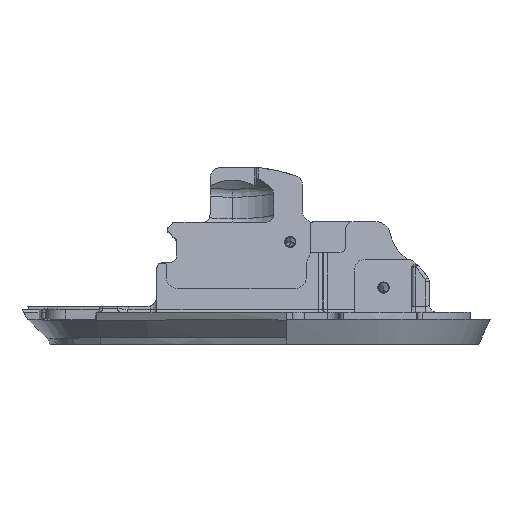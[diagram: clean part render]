
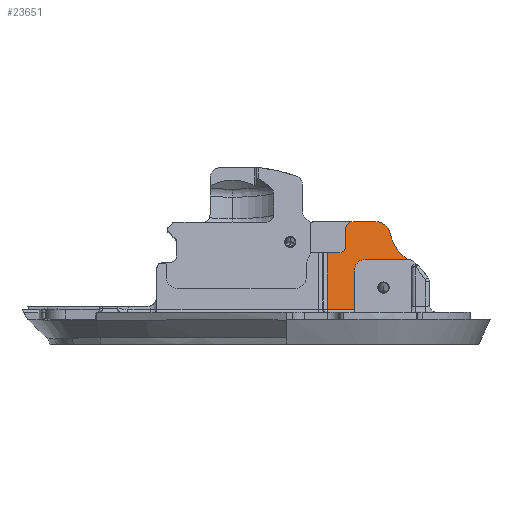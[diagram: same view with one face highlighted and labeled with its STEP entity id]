
A CAD part, left-side view. The second image highlights one B-rep face of the part: STEP entity #23651.
In plain terms, the highlighted planar face has unit normal (-0.985, 0, 0.174).
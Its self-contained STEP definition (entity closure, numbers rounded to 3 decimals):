
#167 = CARTESIAN_POINT ( 'NONE',  ( -41.902, -22.417, 42.844 ) ) ;
#177 = ORIENTED_EDGE ( 'NONE', *, *, #5903, .T. ) ;
#749 = VERTEX_POINT ( 'NONE', #15713 ) ;
#766 = ORIENTED_EDGE ( 'NONE', *, *, #29640, .F. ) ;
#1014 = ORIENTED_EDGE ( 'NONE', *, *, #29039, .T. ) ;
#1143 = VECTOR ( 'NONE', #12967, 1000. ) ;
#1225 = EDGE_CURVE ( 'NONE', #32274, #36539, #20784, .T. ) ;
#1403 = DIRECTION ( 'NONE',  ( 0.985, 0., -0.174 ) ) ;
#2505 = LINE ( 'NONE', #28653, #21593 ) ;
#2578 = DIRECTION ( 'NONE',  ( -0.174, 0., -0.985 ) ) ;
#3357 = VERTEX_POINT ( 'NONE', #17568 ) ;
#4151 = DIRECTION ( 'NONE',  ( -0.174, 0., -0.985 ) ) ;
#4263 = CARTESIAN_POINT ( 'NONE',  ( -41.902, -19.18, 42.844 ) ) ;
#4524 = DIRECTION ( 'NONE',  ( -0.174, 0., -0.985 ) ) ;
#5065 = VERTEX_POINT ( 'NONE', #12484 ) ;
#5151 = VECTOR ( 'NONE', #30677, 1000. ) ;
#5157 = CARTESIAN_POINT ( 'NONE',  ( -44.288, 0.416, 29.311 ) ) ;
#5903 = EDGE_CURVE ( 'NONE', #749, #5065, #18897, .T. ) ;
#6257 = ORIENTED_EDGE ( 'NONE', *, *, #14696, .T. ) ;
#6350 = ORIENTED_EDGE ( 'NONE', *, *, #8114, .T. ) ;
#6420 = AXIS2_PLACEMENT_3D ( 'NONE', #41658, #15333, #2578 ) ;
#6452 = DIRECTION ( 'NONE',  ( -0.985, 0., 0.174 ) ) ;
#6570 = VECTOR ( 'NONE', #21568, 1000. ) ;
#8114 = EDGE_CURVE ( 'NONE', #26317, #38523, #2505, .T. ) ;
#8443 = DIRECTION ( 'NONE',  ( -0.174, 0., -0.985 ) ) ;
#8593 = CARTESIAN_POINT ( 'NONE',  ( -44.288, -26.844, 29.311 ) ) ;
#8818 = VERTEX_POINT ( 'NONE', #40133 ) ;
#8820 = VERTEX_POINT ( 'NONE', #16587 ) ;
#8972 = ORIENTED_EDGE ( 'NONE', *, *, #26719, .F. ) ;
#9746 = EDGE_CURVE ( 'NONE', #14884, #3357, #39275, .T. ) ;
#9848 = EDGE_LOOP ( 'NONE', ( #33439, #25025, #6257, #26379, #6350, #9852, #34197, #38033, #35298, #766, #8972, #1014, #177 ) ) ;
#9852 = ORIENTED_EDGE ( 'NONE', *, *, #40760, .T. ) ;
#10509 = CARTESIAN_POINT ( 'NONE',  ( -44.838, -19.18, 26.194 ) ) ;
#10920 = PLANE ( 'NONE',  #31980 ) ;
#12216 = CIRCLE ( 'NONE', #32525, 12. ) ;
#12484 = CARTESIAN_POINT ( 'NONE',  ( -40.353, -32.844, 51.628 ) ) ;
#12967 = DIRECTION ( 'NONE',  ( 0.174, 0., 0.985 ) ) ;
#14308 = DIRECTION ( 'NONE',  ( -0.174, 0., -0.985 ) ) ;
#14696 = EDGE_CURVE ( 'NONE', #8818, #8820, #39801, .T. ) ;
#14884 = VERTEX_POINT ( 'NONE', #25377 ) ;
#15333 = DIRECTION ( 'NONE',  ( -0.985, 0., 0.174 ) ) ;
#15713 = CARTESIAN_POINT ( 'NONE',  ( -40.914, -36.769, 48.447 ) ) ;
#16587 = CARTESIAN_POINT ( 'NONE',  ( -41.555, -24.417, 44.814 ) ) ;
#17568 = CARTESIAN_POINT ( 'NONE',  ( -42.315, -29.844, 40.504 ) ) ;
#17590 = DIRECTION ( 'NONE',  ( 0., -1., 0. ) ) ;
#18897 = CIRCLE ( 'NONE', #34465, 4. ) ;
#19670 = DIRECTION ( 'NONE',  ( 0.985, 0., -0.174 ) ) ;
#19814 = DIRECTION ( 'NONE',  ( -0.985, 0., 0.174 ) ) ;
#20784 = LINE ( 'NONE', #33717, #29750 ) ;
#21133 = DIRECTION ( 'NONE',  ( 0.985, 0., -0.174 ) ) ;
#21136 = CIRCLE ( 'NONE', #34660, 2. ) ;
#21404 = CARTESIAN_POINT ( 'NONE',  ( -40.513, -48.544, 50.723 ) ) ;
#21568 = DIRECTION ( 'NONE',  ( 0., -1., 0. ) ) ;
#21593 = VECTOR ( 'NONE', #21661, 1000. ) ;
#21661 = DIRECTION ( 'NONE',  ( 0., 1., 0. ) ) ;
#22844 = VECTOR ( 'NONE', #23472, 1000. ) ;
#22870 = AXIS2_PLACEMENT_3D ( 'NONE', #41358, #19814, #28418 ) ;
#23089 = CARTESIAN_POINT ( 'NONE',  ( -44.692, -19.18, 27.02 ) ) ;
#23472 = DIRECTION ( 'NONE',  ( -0.174, 0., -0.985 ) ) ;
#23571 = EDGE_CURVE ( 'NONE', #8820, #26317, #21136, .T. ) ;
#23651 = ADVANCED_FACE ( 'NONE', ( #34267 ), #10920, .F. ) ;
#23906 = CARTESIAN_POINT ( 'NONE',  ( -44.288, -24.417, 29.311 ) ) ;
#24323 = EDGE_CURVE ( 'NONE', #29474, #8818, #26080, .T. ) ;
#25025 = ORIENTED_EDGE ( 'NONE', *, *, #24323, .T. ) ;
#25377 = CARTESIAN_POINT ( 'NONE',  ( -42.835, -26.844, 37.549 ) ) ;
#25600 = LINE ( 'NONE', #38519, #32554 ) ;
#26080 = CIRCLE ( 'NONE', #6420, 2. ) ;
#26232 = CIRCLE ( 'NONE', #22870, 2. ) ;
#26317 = VERTEX_POINT ( 'NONE', #167 ) ;
#26379 = ORIENTED_EDGE ( 'NONE', *, *, #23571, .T. ) ;
#26719 = EDGE_CURVE ( 'NONE', #32138, #33792, #26232, .T. ) ;
#28418 = DIRECTION ( 'NONE',  ( -0.174, 0., -0.985 ) ) ;
#28653 = CARTESIAN_POINT ( 'NONE',  ( -41.902, 0.416, 42.844 ) ) ;
#28845 = CARTESIAN_POINT ( 'NONE',  ( -42.355, -42.936, 40.275 ) ) ;
#28916 = LINE ( 'NONE', #37876, #6570 ) ;
#29039 = EDGE_CURVE ( 'NONE', #32138, #749, #12216, .T. ) ;
#29201 = DIRECTION ( 'NONE',  ( -0.174, 0., -0.985 ) ) ;
#29474 = VERTEX_POINT ( 'NONE', #41376 ) ;
#29640 = EDGE_CURVE ( 'NONE', #33792, #3357, #25600, .T. ) ;
#29750 = VECTOR ( 'NONE', #17590, 1000. ) ;
#30677 = DIRECTION ( 'NONE',  ( -0.174, 0., -0.985 ) ) ;
#31075 = DIRECTION ( 'NONE',  ( 0.985, 0., -0.174 ) ) ;
#31980 = AXIS2_PLACEMENT_3D ( 'NONE', #5157, #31075, #4524 ) ;
#31992 = CARTESIAN_POINT ( 'NONE',  ( -44.692, -26.844, 27.02 ) ) ;
#32138 = VERTEX_POINT ( 'NONE', #28845 ) ;
#32274 = VERTEX_POINT ( 'NONE', #23089 ) ;
#32525 = AXIS2_PLACEMENT_3D ( 'NONE', #21404, #1403, #8443 ) ;
#32554 = VECTOR ( 'NONE', #35345, 1000. ) ;
#33242 = CARTESIAN_POINT ( 'NONE',  ( -42.835, -29.844, 37.549 ) ) ;
#33439 = ORIENTED_EDGE ( 'NONE', *, *, #41773, .F. ) ;
#33619 = CARTESIAN_POINT ( 'NONE',  ( -41.555, -22.417, 44.814 ) ) ;
#33717 = CARTESIAN_POINT ( 'NONE',  ( -44.692, 0.416, 27.02 ) ) ;
#33792 = VERTEX_POINT ( 'NONE', #36246 ) ;
#34197 = ORIENTED_EDGE ( 'NONE', *, *, #1225, .T. ) ;
#34267 = FACE_OUTER_BOUND ( 'NONE', #9848, .T. ) ;
#34465 = AXIS2_PLACEMENT_3D ( 'NONE', #35756, #6452, #29201 ) ;
#34544 = AXIS2_PLACEMENT_3D ( 'NONE', #33242, #19670, #4151 ) ;
#34660 = AXIS2_PLACEMENT_3D ( 'NONE', #33619, #21133, #14308 ) ;
#35298 = ORIENTED_EDGE ( 'NONE', *, *, #9746, .T. ) ;
#35345 = DIRECTION ( 'NONE',  ( 0., 1., 0. ) ) ;
#35756 = CARTESIAN_POINT ( 'NONE',  ( -41.048, -32.844, 47.689 ) ) ;
#36181 = LINE ( 'NONE', #10509, #22844 ) ;
#36246 = CARTESIAN_POINT ( 'NONE',  ( -42.315, -42.001, 40.504 ) ) ;
#36539 = VERTEX_POINT ( 'NONE', #31992 ) ;
#37876 = CARTESIAN_POINT ( 'NONE',  ( -40.353, 0.416, 51.628 ) ) ;
#38033 = ORIENTED_EDGE ( 'NONE', *, *, #41761, .T. ) ;
#38519 = CARTESIAN_POINT ( 'NONE',  ( -42.315, 0.416, 40.504 ) ) ;
#38523 = VERTEX_POINT ( 'NONE', #4263 ) ;
#38865 = LINE ( 'NONE', #8593, #1143 ) ;
#39275 = CIRCLE ( 'NONE', #34544, 3. ) ;
#39801 = LINE ( 'NONE', #23906, #5151 ) ;
#40133 = CARTESIAN_POINT ( 'NONE',  ( -40.7, -24.417, 49.658 ) ) ;
#40760 = EDGE_CURVE ( 'NONE', #38523, #32274, #36181, .T. ) ;
#41358 = CARTESIAN_POINT ( 'NONE',  ( -42.662, -42.001, 38.534 ) ) ;
#41376 = CARTESIAN_POINT ( 'NONE',  ( -40.353, -26.417, 51.628 ) ) ;
#41658 = CARTESIAN_POINT ( 'NONE',  ( -40.7, -26.417, 49.658 ) ) ;
#41761 = EDGE_CURVE ( 'NONE', #36539, #14884, #38865, .T. ) ;
#41773 = EDGE_CURVE ( 'NONE', #29474, #5065, #28916, .T. ) ;
